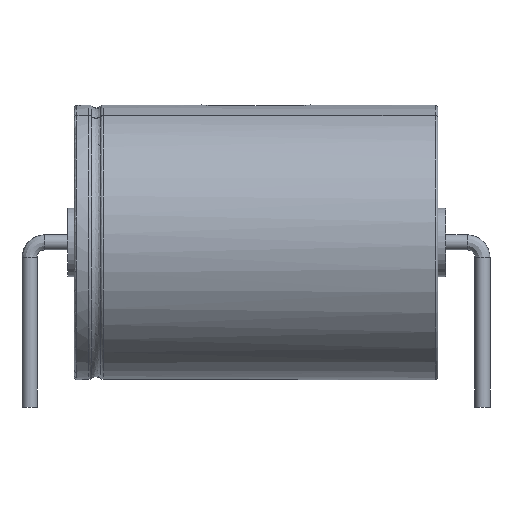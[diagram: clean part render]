
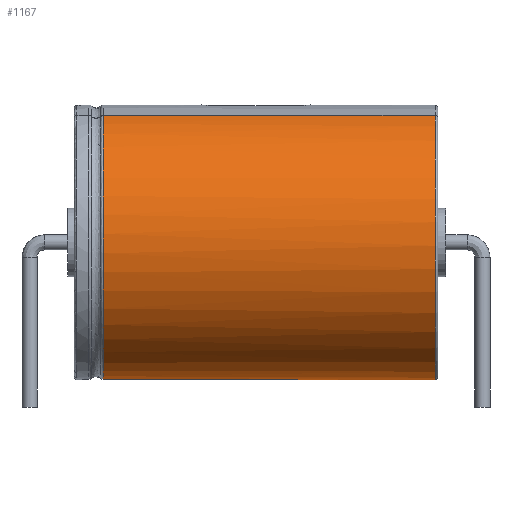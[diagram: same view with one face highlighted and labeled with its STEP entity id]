
A CAD part, front view. The second image highlights one B-rep face of the part: STEP entity #1167.
In plain terms, the highlighted cylindrical face has radius 10 mm (diameter 20 mm), a partial arc.
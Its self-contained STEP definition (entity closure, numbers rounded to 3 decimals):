
#504=VERTEX_POINT('',#505);
#505=CARTESIAN_POINT('',(29.55,-3.827,19.239));
#511=EDGE_CURVE('',#512,#504,#514,.T.);
#512=VERTEX_POINT('',#513);
#513=CARTESIAN_POINT('',(5.385,-3.827,19.239));
#514=LINE('',#515,#516);
#515=CARTESIAN_POINT('',(5.25,-3.827,19.239));
#516=VECTOR('',#517,1.);
#517=DIRECTION('',(1.,0.,0.));
#560=DIRECTION('',(-1.,0.,0.));
#664=VERTEX_POINT('',#665);
#665=CARTESIAN_POINT('',(29.55,3.827,19.239));
#669=DIRECTION('',(0.,0.383,0.924));
#670=ORIENTED_EDGE('',*,*,#671,.F.);
#671=EDGE_CURVE('',#672,#664,#674,.T.);
#672=VERTEX_POINT('',#673);
#673=CARTESIAN_POINT('',(5.385,3.827,19.239));
#674=LINE('',#675,#516);
#675=CARTESIAN_POINT('',(5.25,3.827,19.239));
#1093=ORIENTED_EDGE('',*,*,#1094,.T.);
#1094=EDGE_CURVE('',#672,#512,#1095,.T.);
#1095=B_SPLINE_CURVE_WITH_KNOTS('',12,(#1096,#1097,#1098,#1099,#1100,#1101,#1102,#1103,#1104,#1105,#1106,#1107,#1108,#1109,#1110,#1111,#1112,#1113,#1114,#1115,#1116,#1117,#1118,#1119,#1120,#1121,#1122,#1123,#1124,#1125,#1126,#1127,#1128,#1129,#1130),.UNSPECIFIED.,.F.,.F.,(13,11,11,13),(-2.342,0.,54.978,57.32),.UNSPECIFIED.);
#1096=CARTESIAN_POINT('',(5.385,1.663,20.135));
#1097=CARTESIAN_POINT('',(5.385,1.844,20.06));
#1098=CARTESIAN_POINT('',(5.385,2.026,19.985));
#1099=CARTESIAN_POINT('',(5.385,2.207,19.91));
#1100=CARTESIAN_POINT('',(5.385,2.388,19.835));
#1101=CARTESIAN_POINT('',(5.385,2.568,19.76));
#1102=CARTESIAN_POINT('',(5.385,2.749,19.685));
#1103=CARTESIAN_POINT('',(5.385,2.929,19.611));
#1104=CARTESIAN_POINT('',(5.385,3.109,19.536));
#1105=CARTESIAN_POINT('',(5.385,3.289,19.462));
#1106=CARTESIAN_POINT('',(5.385,3.468,19.387));
#1107=CARTESIAN_POINT('',(5.385,3.648,19.313));
#1108=CARTESIAN_POINT('',(5.385,8.03,17.498));
#1109=CARTESIAN_POINT('',(5.385,11.434,13.643));
#1110=CARTESIAN_POINT('',(5.385,12.782,8.078));
#1111=CARTESIAN_POINT('',(5.385,11.028,2.111));
#1112=CARTESIAN_POINT('',(5.385,6.651,-2.331));
#1113=CARTESIAN_POINT('',(5.385,0.,-4.558));
#1114=CARTESIAN_POINT('',(5.385,-6.651,-2.331));
#1115=CARTESIAN_POINT('',(5.385,-11.028,2.111));
#1116=CARTESIAN_POINT('',(5.385,-12.782,8.078));
#1117=CARTESIAN_POINT('',(5.385,-11.434,13.643));
#1118=CARTESIAN_POINT('',(5.385,-8.03,17.498));
#1119=CARTESIAN_POINT('',(5.385,-3.648,19.313));
#1120=CARTESIAN_POINT('',(5.385,-3.468,19.387));
#1121=CARTESIAN_POINT('',(5.385,-3.289,19.462));
#1122=CARTESIAN_POINT('',(5.385,-3.109,19.536));
#1123=CARTESIAN_POINT('',(5.385,-2.929,19.611));
#1124=CARTESIAN_POINT('',(5.385,-2.749,19.685));
#1125=CARTESIAN_POINT('',(5.385,-2.568,19.76));
#1126=CARTESIAN_POINT('',(5.385,-2.388,19.835));
#1127=CARTESIAN_POINT('',(5.385,-2.207,19.91));
#1128=CARTESIAN_POINT('',(5.385,-2.026,19.985));
#1129=CARTESIAN_POINT('',(5.385,-1.844,20.06));
#1130=CARTESIAN_POINT('',(5.385,-1.663,20.135));
#1167=ADVANCED_FACE('',(#1168),#1176,.T.);
#1168=FACE_BOUND('',#1169,.F.);
#1169=EDGE_LOOP('',(#670,#1093,#1170,#1171));
#1170=ORIENTED_EDGE('',*,*,#511,.T.);
#1171=ORIENTED_EDGE('',*,*,#1172,.F.);
#1172=EDGE_CURVE('',#664,#504,#1173,.T.);
#1173=CIRCLE('',#1174,10.);
#1174=AXIS2_PLACEMENT_3D('',#1175,#560,#669);
#1175=CARTESIAN_POINT('',(29.55,0.,10.));
#1176=CYLINDRICAL_SURFACE('',#1177,10.);
#1177=AXIS2_PLACEMENT_3D('',#1178,#517,#669);
#1178=CARTESIAN_POINT('',(5.25,0.,10.));
